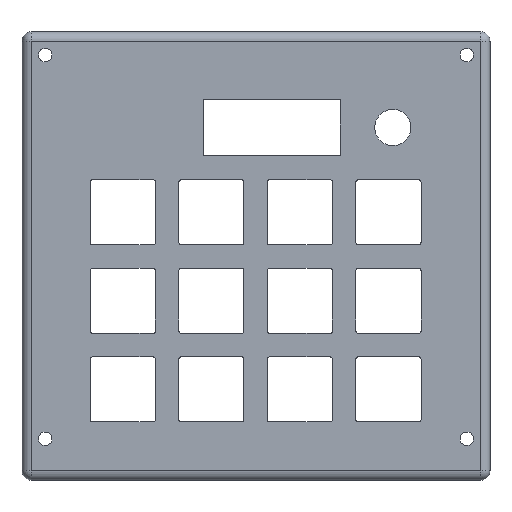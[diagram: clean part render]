
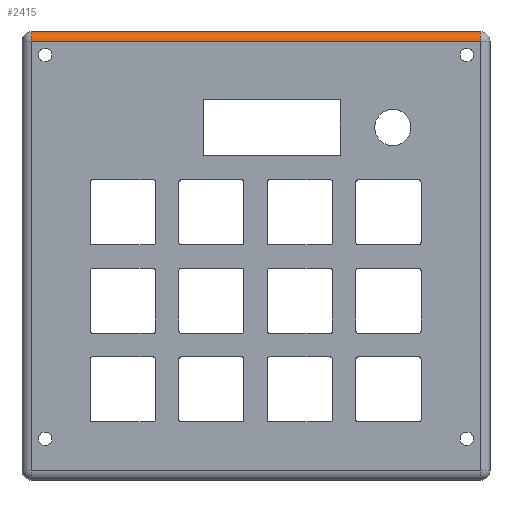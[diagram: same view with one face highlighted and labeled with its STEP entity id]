
A CAD part, top view. The second image highlights one B-rep face of the part: STEP entity #2415.
In plain terms, the highlighted cylindrical face has radius 2 mm (diameter 4 mm), a partial arc.
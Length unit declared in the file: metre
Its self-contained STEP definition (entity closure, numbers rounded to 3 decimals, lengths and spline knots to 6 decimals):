
#128=CIRCLE('',#2662,0.002);
#130=CIRCLE('',#2666,0.002);
#193=CYLINDRICAL_SURFACE('',#2665,0.002);
#858=ORIENTED_EDGE('',*,*,#1227,.T.);
#859=ORIENTED_EDGE('',*,*,#897,.F.);
#860=ORIENTED_EDGE('',*,*,#1229,.F.);
#861=ORIENTED_EDGE('',*,*,#1220,.F.);
#897=EDGE_CURVE('',#1243,#1244,#1473,.T.);
#1220=EDGE_CURVE('',#1466,#1463,#1690,.F.);
#1227=EDGE_CURVE('',#1466,#1244,#128,.F.);
#1229=EDGE_CURVE('',#1463,#1243,#130,.T.);
#1243=VERTEX_POINT('',#3413);
#1244=VERTEX_POINT('',#3415);
#1463=VERTEX_POINT('',#4062);
#1466=VERTEX_POINT('',#4067);
#1473=LINE('',#3414,#1697);
#1690=LINE('',#4068,#1914);
#1697=VECTOR('',#2694,1.);
#1914=VECTOR('',#3339,1.);
#2070=EDGE_LOOP('',(#858,#859,#860,#861));
#2234=FACE_BOUND('',#2070,.T.);
#2415=ADVANCED_FACE('',(#2234),#193,.T.);
#2662=AXIS2_PLACEMENT_3D('',#4078,#3358,#3359);
#2665=AXIS2_PLACEMENT_3D('',#4081,#3364,#3365);
#2666=AXIS2_PLACEMENT_3D('',#4082,#3366,#3367);
#2694=DIRECTION('',(1.,0.,0.));
#3339=DIRECTION('',(1.,0.,0.));
#3358=DIRECTION('',(1.,0.,0.));
#3359=DIRECTION('',(0.,0.,-1.));
#3364=DIRECTION('',(1.,0.,0.));
#3365=DIRECTION('',(0.,1.,0.));
#3366=DIRECTION('',(-1.,0.,0.));
#3367=DIRECTION('',(0.,0.,1.));
#3413=CARTESIAN_POINT('',(-0.048282,0.048885,0.014));
#3414=CARTESIAN_POINT('',(0.000068,0.048885,0.014));
#3415=CARTESIAN_POINT('',(0.048418,0.048885,0.014));
#4062=CARTESIAN_POINT('',(-0.048282,0.046885,0.016));
#4067=CARTESIAN_POINT('',(0.048418,0.046885,0.016));
#4068=CARTESIAN_POINT('',(0.000068,0.046885,0.016));
#4078=CARTESIAN_POINT('',(0.048418,0.046885,0.014));
#4081=CARTESIAN_POINT('',(0.000068,0.046885,0.014));
#4082=CARTESIAN_POINT('',(-0.048282,0.046885,0.014));
